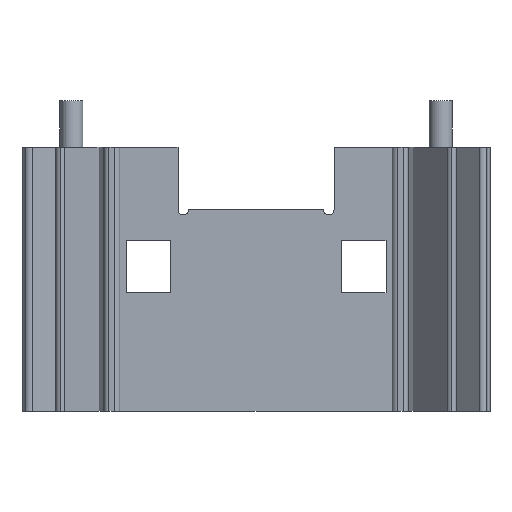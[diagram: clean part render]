
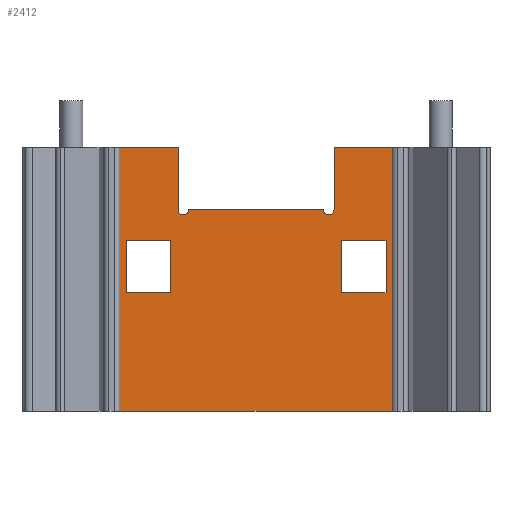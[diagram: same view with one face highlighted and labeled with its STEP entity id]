
A CAD part, front view. The second image highlights one B-rep face of the part: STEP entity #2412.
In plain terms, the highlighted planar face has unit normal (0, -1, 0).
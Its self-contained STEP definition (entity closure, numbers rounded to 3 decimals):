
#19 = CARTESIAN_POINT ( 'NONE',  ( -12.5, -1.5, 16.4 ) ) ;
#29 = CARTESIAN_POINT ( 'NONE',  ( 8.25, -1.5, 16.4 ) ) ;
#90 = AXIS2_PLACEMENT_3D ( 'NONE', #1058, #2949, #1326 ) ;
#125 = LINE ( 'NONE', #2817, #2225 ) ;
#135 = ORIENTED_EDGE ( 'NONE', *, *, #2916, .F. ) ;
#182 = LINE ( 'NONE', #1636, #1568 ) ;
#214 = ORIENTED_EDGE ( 'NONE', *, *, #2454, .F. ) ;
#216 = VECTOR ( 'NONE', #2486, 1000. ) ;
#284 = EDGE_CURVE ( 'NONE', #1205, #876, #125, .T. ) ;
#304 = CARTESIAN_POINT ( 'NONE',  ( 7., -1.5, 19.4 ) ) ;
#320 = ORIENTED_EDGE ( 'NONE', *, *, #1325, .F. ) ;
#326 = CARTESIAN_POINT ( 'NONE',  ( 13.1, -1.5, 0. ) ) ;
#335 = EDGE_CURVE ( 'NONE', #3422, #2744, #1413, .T. ) ;
#352 = VERTEX_POINT ( 'NONE', #1174 ) ;
#418 = CIRCLE ( 'NONE', #1763, 0.5 ) ;
#431 = LINE ( 'NONE', #721, #1799 ) ;
#453 = CARTESIAN_POINT ( 'NONE',  ( -7.5, -1.5, 19.4 ) ) ;
#460 = LINE ( 'NONE', #2750, #3245 ) ;
#466 = VECTOR ( 'NONE', #1699, 1000. ) ;
#484 = ORIENTED_EDGE ( 'NONE', *, *, #2592, .F. ) ;
#558 = EDGE_CURVE ( 'NONE', #2897, #2557, #460, .T. ) ;
#614 = DIRECTION ( 'NONE',  ( 1., 0., 0. ) ) ;
#641 = CARTESIAN_POINT ( 'NONE',  ( 8.25, -1.5, 16.4 ) ) ;
#658 = CARTESIAN_POINT ( 'NONE',  ( -12.5, -1.5, 11.4 ) ) ;
#679 = EDGE_CURVE ( 'NONE', #1266, #1980, #182, .T. ) ;
#680 = LINE ( 'NONE', #813, #3455 ) ;
#713 = CARTESIAN_POINT ( 'NONE',  ( 7.5, -1.5, 19.4 ) ) ;
#721 = CARTESIAN_POINT ( 'NONE',  ( -13.1, -1.5, 25.4 ) ) ;
#777 = LINE ( 'NONE', #2932, #1506 ) ;
#790 = PLANE ( 'NONE',  #90 ) ;
#813 = CARTESIAN_POINT ( 'NONE',  ( 7.5, -1.5, 25.4 ) ) ;
#829 = VERTEX_POINT ( 'NONE', #2763 ) ;
#844 = VERTEX_POINT ( 'NONE', #29 ) ;
#876 = VERTEX_POINT ( 'NONE', #3511 ) ;
#884 = DIRECTION ( 'NONE',  ( 1., 0., 0. ) ) ;
#887 = LINE ( 'NONE', #2247, #1430 ) ;
#896 = DIRECTION ( 'NONE',  ( 1., 0., 0. ) ) ;
#907 = CARTESIAN_POINT ( 'NONE',  ( -8.25, -1.5, 16.4 ) ) ;
#1004 = VECTOR ( 'NONE', #3229, 1000. ) ;
#1020 = ORIENTED_EDGE ( 'NONE', *, *, #2659, .F. ) ;
#1058 = CARTESIAN_POINT ( 'NONE',  ( 13.1, -1.5, 25.4 ) ) ;
#1064 = DIRECTION ( 'NONE',  ( 0., 0., 1. ) ) ;
#1070 = CARTESIAN_POINT ( 'NONE',  ( 8.25, -1.5, 11.4 ) ) ;
#1072 = ORIENTED_EDGE ( 'NONE', *, *, #2606, .F. ) ;
#1082 = EDGE_LOOP ( 'NONE', ( #2810, #2479, #1360, #1020 ) ) ;
#1172 = CARTESIAN_POINT ( 'NONE',  ( -8.25, -1.5, 11.4 ) ) ;
#1174 = CARTESIAN_POINT ( 'NONE',  ( 12.5, -1.5, 16.4 ) ) ;
#1179 = EDGE_CURVE ( 'NONE', #1980, #1892, #2978, .T. ) ;
#1195 = VERTEX_POINT ( 'NONE', #1724 ) ;
#1199 = CARTESIAN_POINT ( 'NONE',  ( -6.5, -1.5, 19.4 ) ) ;
#1205 = VERTEX_POINT ( 'NONE', #1199 ) ;
#1259 = EDGE_LOOP ( 'NONE', ( #484, #135, #2185, #1582, #1809, #320, #1331, #214, #1271, #2001 ) ) ;
#1266 = VERTEX_POINT ( 'NONE', #658 ) ;
#1271 = ORIENTED_EDGE ( 'NONE', *, *, #1841, .F. ) ;
#1325 = EDGE_CURVE ( 'NONE', #2744, #2654, #777, .T. ) ;
#1326 = DIRECTION ( 'NONE',  ( -1., 0., 0. ) ) ;
#1331 = ORIENTED_EDGE ( 'NONE', *, *, #335, .F. ) ;
#1360 = ORIENTED_EDGE ( 'NONE', *, *, #1580, .F. ) ;
#1387 = DIRECTION ( 'NONE',  ( 0., -1., 0. ) ) ;
#1397 = CARTESIAN_POINT ( 'NONE',  ( -7., -1.5, 19.4 ) ) ;
#1413 = LINE ( 'NONE', #2546, #2062 ) ;
#1425 = CARTESIAN_POINT ( 'NONE',  ( 7.5, -1.5, 25.4 ) ) ;
#1430 = VECTOR ( 'NONE', #2515, 1000. ) ;
#1457 = VERTEX_POINT ( 'NONE', #713 ) ;
#1468 = EDGE_CURVE ( 'NONE', #829, #2184, #431, .T. ) ;
#1480 = FACE_BOUND ( 'NONE', #1082, .T. ) ;
#1506 = VECTOR ( 'NONE', #3463, 1000. ) ;
#1529 = DIRECTION ( 'NONE',  ( 0., 0., -1. ) ) ;
#1563 = LINE ( 'NONE', #1891, #2923 ) ;
#1568 = VECTOR ( 'NONE', #614, 1000. ) ;
#1580 = EDGE_CURVE ( 'NONE', #352, #844, #1920, .T. ) ;
#1582 = ORIENTED_EDGE ( 'NONE', *, *, #1468, .T. ) ;
#1587 = EDGE_CURVE ( 'NONE', #829, #1978, #1837, .T. ) ;
#1609 = CARTESIAN_POINT ( 'NONE',  ( -13.1, -1.5, 0. ) ) ;
#1636 = CARTESIAN_POINT ( 'NONE',  ( -12.5, -1.5, 11.4 ) ) ;
#1670 = EDGE_LOOP ( 'NONE', ( #2599, #2146, #1072, #2803 ) ) ;
#1674 = DIRECTION ( 'NONE',  ( -1., 0., 0. ) ) ;
#1691 = DIRECTION ( 'NONE',  ( -1., 0., 0. ) ) ;
#1699 = DIRECTION ( 'NONE',  ( 1., 0., 0. ) ) ;
#1709 = CARTESIAN_POINT ( 'NONE',  ( 13.1, -1.5, 25.4 ) ) ;
#1714 = VECTOR ( 'NONE', #2832, 1000. ) ;
#1723 = LINE ( 'NONE', #1070, #1004 ) ;
#1724 = CARTESIAN_POINT ( 'NONE',  ( -12.5, -1.5, 16.4 ) ) ;
#1763 = AXIS2_PLACEMENT_3D ( 'NONE', #1397, #3279, #1674 ) ;
#1799 = VECTOR ( 'NONE', #1529, 1000. ) ;
#1809 = ORIENTED_EDGE ( 'NONE', *, *, #1944, .T. ) ;
#1837 = LINE ( 'NONE', #1709, #466 ) ;
#1841 = EDGE_CURVE ( 'NONE', #876, #1457, #2649, .T. ) ;
#1843 = LINE ( 'NONE', #2222, #2571 ) ;
#1858 = AXIS2_PLACEMENT_3D ( 'NONE', #304, #1387, #1691 ) ;
#1891 = CARTESIAN_POINT ( 'NONE',  ( 13.1, -1.5, 0. ) ) ;
#1892 = VERTEX_POINT ( 'NONE', #907 ) ;
#1920 = LINE ( 'NONE', #641, #2644 ) ;
#1934 = VECTOR ( 'NONE', #2510, 1000. ) ;
#1944 = EDGE_CURVE ( 'NONE', #2184, #2654, #1563, .T. ) ;
#1978 = VERTEX_POINT ( 'NONE', #3452 ) ;
#1980 = VERTEX_POINT ( 'NONE', #2381 ) ;
#2001 = ORIENTED_EDGE ( 'NONE', *, *, #284, .F. ) ;
#2062 = VECTOR ( 'NONE', #884, 1000. ) ;
#2146 = ORIENTED_EDGE ( 'NONE', *, *, #3394, .F. ) ;
#2184 = VERTEX_POINT ( 'NONE', #1609 ) ;
#2185 = ORIENTED_EDGE ( 'NONE', *, *, #1587, .F. ) ;
#2198 = FACE_OUTER_BOUND ( 'NONE', #1259, .T. ) ;
#2222 = CARTESIAN_POINT ( 'NONE',  ( -12.5, -1.5, 11.4 ) ) ;
#2225 = VECTOR ( 'NONE', #896, 1000. ) ;
#2226 = CARTESIAN_POINT ( 'NONE',  ( 8.25, -1.5, 11.4 ) ) ;
#2247 = CARTESIAN_POINT ( 'NONE',  ( 12.5, -1.5, 11.4 ) ) ;
#2292 = DIRECTION ( 'NONE',  ( -1., 0., 0. ) ) ;
#2335 = LINE ( 'NONE', #19, #216 ) ;
#2381 = CARTESIAN_POINT ( 'NONE',  ( -8.25, -1.5, 11.4 ) ) ;
#2412 = ADVANCED_FACE ( 'NONE', ( #2917, #1480, #2198 ), #790, .F. ) ;
#2454 = EDGE_CURVE ( 'NONE', #1457, #3422, #680, .T. ) ;
#2479 = ORIENTED_EDGE ( 'NONE', *, *, #2745, .F. ) ;
#2486 = DIRECTION ( 'NONE',  ( -1., 0., 0. ) ) ;
#2510 = DIRECTION ( 'NONE',  ( 0., 0., -1. ) ) ;
#2515 = DIRECTION ( 'NONE',  ( 0., 0., 1. ) ) ;
#2546 = CARTESIAN_POINT ( 'NONE',  ( 13.1, -1.5, 25.4 ) ) ;
#2557 = VERTEX_POINT ( 'NONE', #3241 ) ;
#2571 = VECTOR ( 'NONE', #2770, 1000. ) ;
#2579 = DIRECTION ( 'NONE',  ( 1., 0., 0. ) ) ;
#2592 = EDGE_CURVE ( 'NONE', #3249, #1205, #418, .T. ) ;
#2599 = ORIENTED_EDGE ( 'NONE', *, *, #679, .F. ) ;
#2606 = EDGE_CURVE ( 'NONE', #1892, #1195, #2335, .T. ) ;
#2644 = VECTOR ( 'NONE', #2292, 1000. ) ;
#2649 = CIRCLE ( 'NONE', #1858, 0.5 ) ;
#2654 = VERTEX_POINT ( 'NONE', #326 ) ;
#2659 = EDGE_CURVE ( 'NONE', #2557, #352, #887, .T. ) ;
#2660 = LINE ( 'NONE', #3295, #1934 ) ;
#2744 = VERTEX_POINT ( 'NONE', #3487 ) ;
#2745 = EDGE_CURVE ( 'NONE', #844, #2897, #1723, .T. ) ;
#2750 = CARTESIAN_POINT ( 'NONE',  ( 8.25, -1.5, 11.4 ) ) ;
#2763 = CARTESIAN_POINT ( 'NONE',  ( -13.1, -1.5, 25.4 ) ) ;
#2770 = DIRECTION ( 'NONE',  ( 0., 0., -1. ) ) ;
#2803 = ORIENTED_EDGE ( 'NONE', *, *, #1179, .F. ) ;
#2810 = ORIENTED_EDGE ( 'NONE', *, *, #558, .F. ) ;
#2817 = CARTESIAN_POINT ( 'NONE',  ( -6.5, -1.5, 19.4 ) ) ;
#2832 = DIRECTION ( 'NONE',  ( 0., 0., 1. ) ) ;
#2897 = VERTEX_POINT ( 'NONE', #2226 ) ;
#2916 = EDGE_CURVE ( 'NONE', #1978, #3249, #2660, .T. ) ;
#2917 = FACE_BOUND ( 'NONE', #1670, .T. ) ;
#2923 = VECTOR ( 'NONE', #2579, 1000. ) ;
#2932 = CARTESIAN_POINT ( 'NONE',  ( 13.1, -1.5, 25.4 ) ) ;
#2949 = DIRECTION ( 'NONE',  ( 0., 1., 0. ) ) ;
#2978 = LINE ( 'NONE', #1172, #1714 ) ;
#3048 = DIRECTION ( 'NONE',  ( 1., 0., 0. ) ) ;
#3229 = DIRECTION ( 'NONE',  ( 0., 0., -1. ) ) ;
#3241 = CARTESIAN_POINT ( 'NONE',  ( 12.5, -1.5, 11.4 ) ) ;
#3245 = VECTOR ( 'NONE', #3048, 1000. ) ;
#3249 = VERTEX_POINT ( 'NONE', #453 ) ;
#3279 = DIRECTION ( 'NONE',  ( 0., -1., 0. ) ) ;
#3295 = CARTESIAN_POINT ( 'NONE',  ( -7.5, -1.5, 25.4 ) ) ;
#3394 = EDGE_CURVE ( 'NONE', #1195, #1266, #1843, .T. ) ;
#3422 = VERTEX_POINT ( 'NONE', #1425 ) ;
#3452 = CARTESIAN_POINT ( 'NONE',  ( -7.5, -1.5, 25.4 ) ) ;
#3455 = VECTOR ( 'NONE', #1064, 1000. ) ;
#3463 = DIRECTION ( 'NONE',  ( 0., 0., -1. ) ) ;
#3487 = CARTESIAN_POINT ( 'NONE',  ( 13.1, -1.5, 25.4 ) ) ;
#3511 = CARTESIAN_POINT ( 'NONE',  ( 6.5, -1.5, 19.4 ) ) ;
